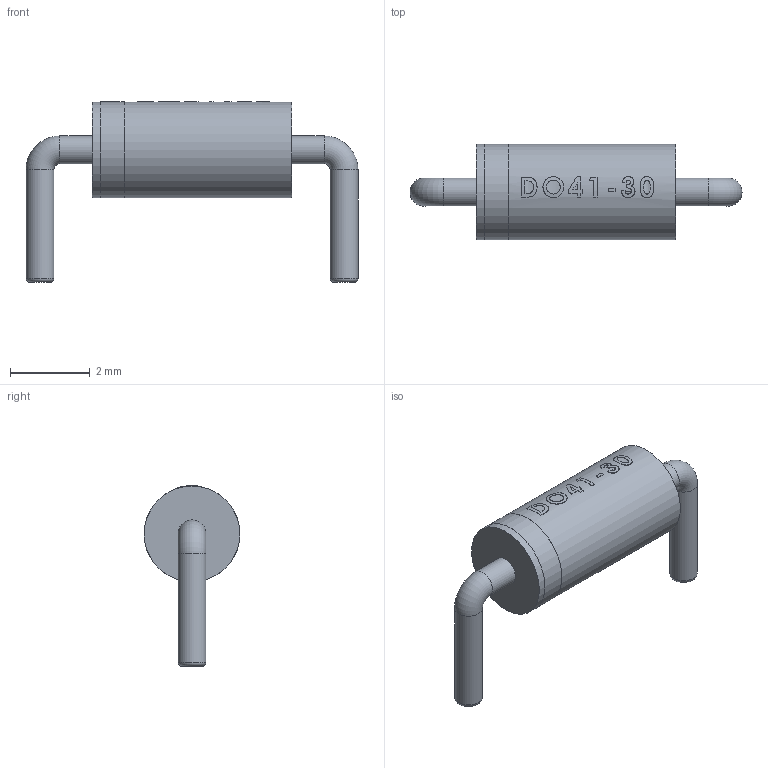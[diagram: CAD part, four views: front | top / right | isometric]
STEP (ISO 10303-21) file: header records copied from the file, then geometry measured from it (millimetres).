
FILE_DESCRIPTION(/* description */ (''),/* implementation_level */ '2;1');
FILE_NAME(/* name */ 'User_Library-DO-41-30_ipt_39d3c7ec.STEP',/* time_stamp */ '2024-05-28T14:34:05+01:00',/* author */ ('rlndo'),/* organization */ (''),/* preprocessor_version */ 'ST-DEVELOPER v16.13',/* originating_system */ 'Autodesk Inventor 2018',/* authorisation */ '');
FILE_SCHEMA (('AUTOMOTIVE_DESIGN { 1 0 10303 214 3 1 1 }'));
Length unit declared in the file: millimetre
Products named in the file (1): User_Library-DO-41-30
Bounding box: 8.32 x 2.4 x 4.53 mm (x, y, z)
Volume: 26 mm3; surface area: 66.1 mm2
Topology: 1 solids, 1 shells, 99 faces, 260 edges, 172 vertices
Faces by surface type: plane 39, bspline 37, cylinder 19, torus 4
Full cylindrical faces by diameter (mm): 0.7 x4, 2.4 x2, 2.402 x1
Entity records: 6645 total; most frequent: CARTESIAN_POINT 4434, ORIENTED_EDGE 452, DIRECTION 324, EDGE_CURVE 226, VERTEX_POINT 156, EDGE_LOOP 124, AXIS2_PLACEMENT_3D 110, LINE 104
